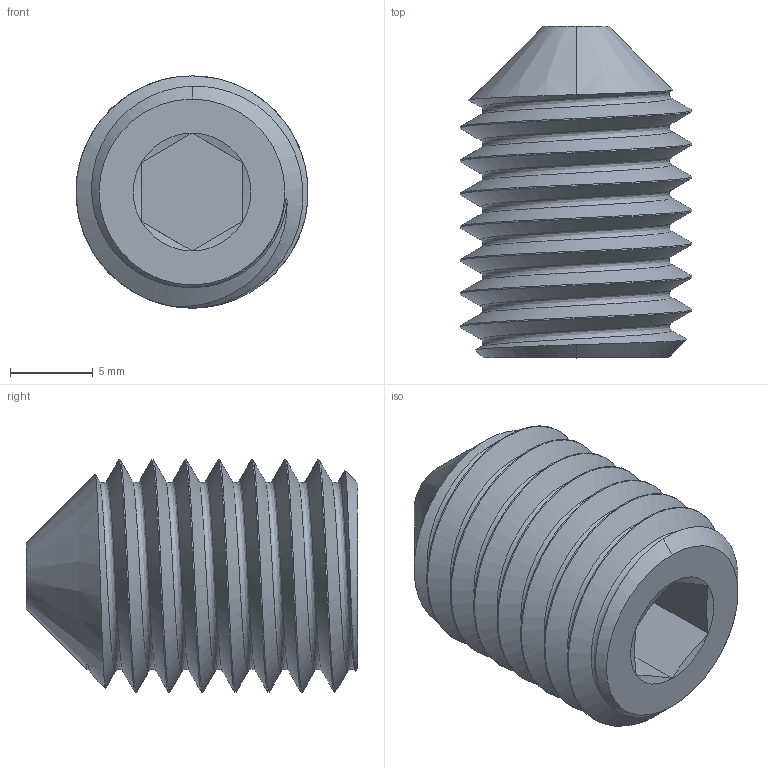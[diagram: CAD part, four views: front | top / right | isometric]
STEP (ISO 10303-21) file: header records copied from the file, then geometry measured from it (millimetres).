
FILE_DESCRIPTION (( 'STEP AP214' ), '1' );
FILE_NAME ('M14.STEP', '2019-03-27T17:42:45', ( '' ), ( '' ), 'SwSTEP 2.0', 'SolidWorks 2018', '' );
FILE_SCHEMA (( 'AUTOMOTIVE_DESIGN' ));
Length unit declared in the file: millimetre
Products named in the file (1): M14
Bounding box: 13.98 x 20 x 14 mm (x, y, z)
Volume: 1962.5 mm3; surface area: 1470.9 mm2
Topology: 1 solids, 1 shells, 39 faces, 95 edges, 59 vertices
Faces by surface type: cylinder 15, cone 12, plane 9, bspline 3
Entity records: 4302 total; most frequent: CARTESIAN_POINT 3487, ORIENTED_EDGE 190, DIRECTION 132, EDGE_CURVE 95, VERTEX_POINT 59, AXIS2_PLACEMENT_3D 50, EDGE_LOOP 40, ADVANCED_FACE 39
